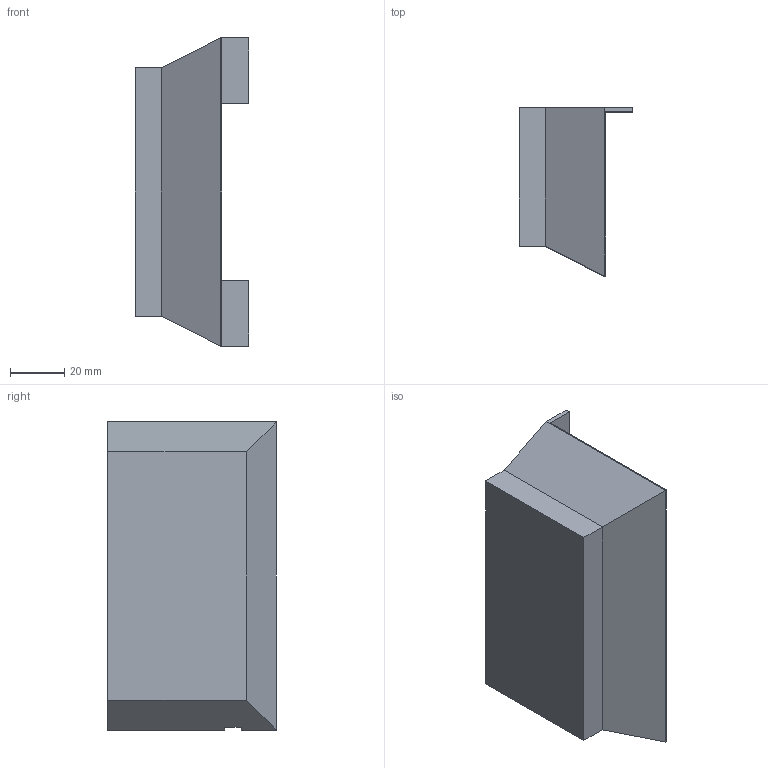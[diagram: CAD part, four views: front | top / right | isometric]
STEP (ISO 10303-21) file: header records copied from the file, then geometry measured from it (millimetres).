
FILE_DESCRIPTION(/* description */ (''),/* implementation_level */ '2;1');
FILE_NAME(/* name */ 'ServoCoverMount.step',/* time_stamp */ '2024-11-04T16:45:16+01:00',/* author */ (''),/* organization */ (''),/* preprocessor_version */ 'ST-DEVELOPER v20',/* originating_system */ 'Autodesk Translation Framework v13.20.0.188',/* authorisation */ '');
FILE_SCHEMA (('AUTOMOTIVE_DESIGN { 1 0 10303 214 3 1 1 }'));
Length unit declared in the file: millimetre
Products named in the file (1): ServoCoverMount
Bounding box: 42 x 62.2 x 113.6 mm (x, y, z)
Volume: 43495.8 mm3; surface area: 28226.3 mm2
Topology: 1 solids, 1 shells, 178 faces, 503 edges, 334 vertices
Faces by surface type: plane 170, cylinder 8
Entity records: 5700 total; most frequent: CARTESIAN_POINT 1016, ORIENTED_EDGE 1006, DIRECTION 877, EDGE_CURVE 503, LINE 487, VECTOR 487, VERTEX_POINT 334, AXIS2_PLACEMENT_3D 195
